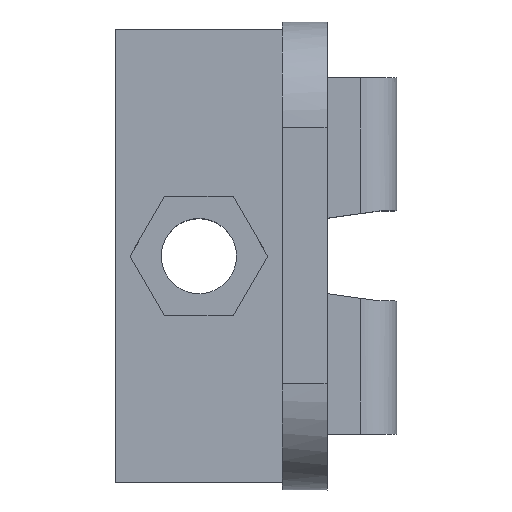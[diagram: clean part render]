
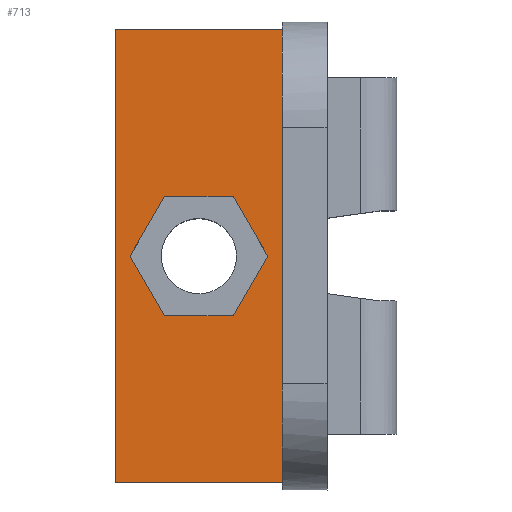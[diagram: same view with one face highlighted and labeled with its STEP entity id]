
A CAD part, top view. The second image highlights one B-rep face of the part: STEP entity #713.
In plain terms, the highlighted planar face has unit normal (0, 0, 1).
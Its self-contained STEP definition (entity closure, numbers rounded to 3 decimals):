
#37=FACE_BOUND('',#120,.T.);
#76=FACE_OUTER_BOUND('',#119,.T.);
#119=EDGE_LOOP('',(#516,#517,#518,#519));
#120=EDGE_LOOP('',(#520,#521,#522,#523,#524,#525));
#167=LINE('',#1075,#239);
#171=LINE('',#1083,#243);
#174=LINE('',#1089,#246);
#177=LINE('',#1095,#249);
#180=LINE('',#1101,#252);
#183=LINE('',#1106,#255);
#185=LINE('',#1112,#257);
#186=LINE('',#1114,#258);
#187=LINE('',#1116,#259);
#188=LINE('',#1117,#260);
#239=VECTOR('',#855,10.);
#243=VECTOR('',#861,10.);
#246=VECTOR('',#866,10.);
#249=VECTOR('',#871,10.);
#252=VECTOR('',#876,10.);
#255=VECTOR('',#881,10.);
#257=VECTOR('',#887,10.);
#258=VECTOR('',#888,10.);
#259=VECTOR('',#889,10.);
#260=VECTOR('',#890,10.);
#310=VERTEX_POINT('',#1073);
#311=VERTEX_POINT('',#1074);
#314=VERTEX_POINT('',#1082);
#316=VERTEX_POINT('',#1088);
#318=VERTEX_POINT('',#1094);
#320=VERTEX_POINT('',#1100);
#322=VERTEX_POINT('',#1110);
#323=VERTEX_POINT('',#1111);
#324=VERTEX_POINT('',#1113);
#325=VERTEX_POINT('',#1115);
#379=EDGE_CURVE('',#310,#311,#167,.T.);
#383=EDGE_CURVE('',#314,#310,#171,.T.);
#386=EDGE_CURVE('',#316,#314,#174,.T.);
#389=EDGE_CURVE('',#318,#316,#177,.T.);
#392=EDGE_CURVE('',#320,#318,#180,.T.);
#395=EDGE_CURVE('',#311,#320,#183,.T.);
#397=EDGE_CURVE('',#322,#323,#185,.T.);
#398=EDGE_CURVE('',#322,#324,#186,.T.);
#399=EDGE_CURVE('',#325,#324,#187,.T.);
#400=EDGE_CURVE('',#323,#325,#188,.T.);
#516=ORIENTED_EDGE('',*,*,#397,.F.);
#517=ORIENTED_EDGE('',*,*,#398,.T.);
#518=ORIENTED_EDGE('',*,*,#399,.F.);
#519=ORIENTED_EDGE('',*,*,#400,.F.);
#520=ORIENTED_EDGE('',*,*,#379,.T.);
#521=ORIENTED_EDGE('',*,*,#395,.T.);
#522=ORIENTED_EDGE('',*,*,#392,.T.);
#523=ORIENTED_EDGE('',*,*,#389,.T.);
#524=ORIENTED_EDGE('',*,*,#386,.T.);
#525=ORIENTED_EDGE('',*,*,#383,.T.);
#682=PLANE('',#770);
#713=ADVANCED_FACE('',(#76,#37),#682,.T.);
#770=AXIS2_PLACEMENT_3D('',#1109,#885,#886);
#855=DIRECTION('',(-0.5,-0.866,0.));
#861=DIRECTION('',(0.5,-0.866,0.));
#866=DIRECTION('',(1.,0.,0.));
#871=DIRECTION('',(0.5,0.866,0.));
#876=DIRECTION('',(-0.5,0.866,0.));
#881=DIRECTION('',(-1.,0.,0.));
#885=DIRECTION('center_axis',(0.,0.,1.));
#886=DIRECTION('ref_axis',(0.,1.,0.));
#887=DIRECTION('',(0.,-1.,0.));
#888=DIRECTION('',(-1.,0.,0.));
#889=DIRECTION('',(0.,1.,0.));
#890=DIRECTION('',(-1.,0.,0.));
#1073=CARTESIAN_POINT('',(-1.322,21.,-3.5));
#1074=CARTESIAN_POINT('',(-4.411,15.65,-3.5));
#1075=CARTESIAN_POINT('',(-5.559,13.662,-3.5));
#1082=CARTESIAN_POINT('',(-4.411,26.35,-3.5));
#1083=CARTESIAN_POINT('',(1.7,15.764,-3.5));
#1088=CARTESIAN_POINT('',(-10.589,26.35,-3.5));
#1089=CARTESIAN_POINT('',(-5.294,26.35,-3.5));
#1094=CARTESIAN_POINT('',(-13.678,21.,-3.5));
#1095=CARTESIAN_POINT('',(-16.37,16.337,-3.5));
#1100=CARTESIAN_POINT('',(-10.589,15.65,-3.5));
#1101=CARTESIAN_POINT('',(-6.022,7.739,-3.5));
#1106=CARTESIAN_POINT('',(-2.206,15.65,-3.5));
#1109=CARTESIAN_POINT('Origin',(0.,0.668,-3.5));
#1110=CARTESIAN_POINT('',(0.,41.332,-3.5));
#1111=CARTESIAN_POINT('',(0.,0.668,-3.5));
#1112=CARTESIAN_POINT('',(0.,10.834,-3.5));
#1113=CARTESIAN_POINT('',(-15.,41.332,-3.5));
#1114=CARTESIAN_POINT('',(0.,41.332,-3.5));
#1115=CARTESIAN_POINT('',(-15.,0.668,-3.5));
#1116=CARTESIAN_POINT('',(-15.,41.332,-3.5));
#1117=CARTESIAN_POINT('',(0.,0.668,-3.5));
